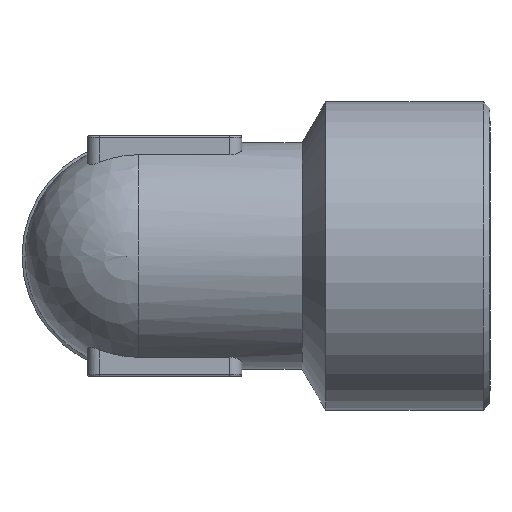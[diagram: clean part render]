
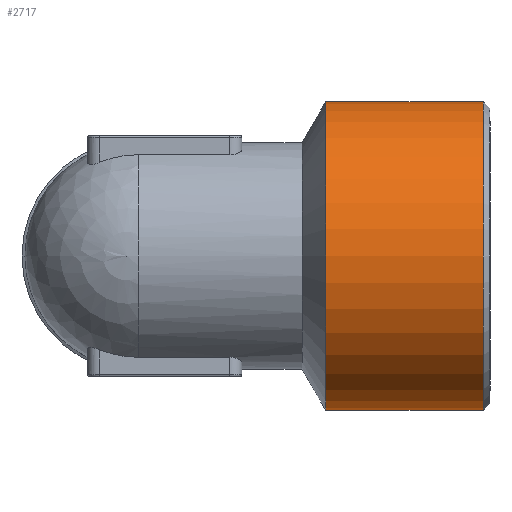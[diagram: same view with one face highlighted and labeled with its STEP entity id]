
A CAD part, left-side view. The second image highlights one B-rep face of the part: STEP entity #2717.
In plain terms, the highlighted cylindrical face has radius 16 mm (diameter 32 mm), a partial arc.
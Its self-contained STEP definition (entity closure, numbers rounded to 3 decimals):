
#7 = CIRCLE ( 'NONE', #8, 16. ) ;
#8 = AXIS2_PLACEMENT_3D ( 'NONE', #2618, #2617, #2616 ) ;
#78 = VECTOR ( 'NONE', #1825, 1000. ) ;
#235 = VERTEX_POINT ( 'NONE', #1577 ) ;
#236 = VERTEX_POINT ( 'NONE', #1497 ) ;
#238 = VERTEX_POINT ( 'NONE', #1414 ) ;
#305 = VERTEX_POINT ( 'NONE', #1445 ) ;
#359 = ORIENTED_EDGE ( 'NONE', *, *, #1189, .F. ) ;
#438 = EDGE_LOOP ( 'NONE', ( #572, #359, #599, #679 ) ) ;
#572 = ORIENTED_EDGE ( 'NONE', *, *, #872, .F. ) ;
#599 = ORIENTED_EDGE ( 'NONE', *, *, #852, .T. ) ;
#679 = ORIENTED_EDGE ( 'NONE', *, *, #1166, .F. ) ;
#809 = VECTOR ( 'NONE', #1401, 1000. ) ;
#852 = EDGE_CURVE ( 'NONE', #235, #236, #1523, .T. ) ;
#872 = EDGE_CURVE ( 'NONE', #305, #238, #1559, .T. ) ;
#956 = CIRCLE ( 'NONE', #961, 16. ) ;
#961 = AXIS2_PLACEMENT_3D ( 'NONE', #2518, #2517, #2516 ) ;
#1076 = AXIS2_PLACEMENT_3D ( 'NONE', #2158, #2162, #2155 ) ;
#1166 = EDGE_CURVE ( 'NONE', #238, #236, #7, .T. ) ;
#1189 = EDGE_CURVE ( 'NONE', #235, #305, #956, .T. ) ;
#1294 = CARTESIAN_POINT ( 'NONE',  ( 0., -19.454, 16. ) ) ;
#1401 = DIRECTION ( 'NONE',  ( 0., -1., 0. ) ) ;
#1414 = CARTESIAN_POINT ( 'NONE',  ( 0., -35.8, 16. ) ) ;
#1445 = CARTESIAN_POINT ( 'NONE',  ( 0., -19.454, 16. ) ) ;
#1488 = CARTESIAN_POINT ( 'NONE',  ( 0., -19.454, -16. ) ) ;
#1497 = CARTESIAN_POINT ( 'NONE',  ( 0., -35.8, -16. ) ) ;
#1523 = LINE ( 'NONE', #1488, #809 ) ;
#1559 = LINE ( 'NONE', #1294, #78 ) ;
#1577 = CARTESIAN_POINT ( 'NONE',  ( 0., -19.454, -16. ) ) ;
#1825 = DIRECTION ( 'NONE',  ( 0., -1., 0. ) ) ;
#2155 = DIRECTION ( 'NONE',  ( 0., 0., -1. ) ) ;
#2156 = CYLINDRICAL_SURFACE ( 'NONE', #1076, 16. ) ;
#2158 = CARTESIAN_POINT ( 'NONE',  ( 0., -19.454, 0. ) ) ;
#2159 = FACE_OUTER_BOUND ( 'NONE', #438, .T. ) ;
#2162 = DIRECTION ( 'NONE',  ( 0., -1., 0. ) ) ;
#2516 = DIRECTION ( 'NONE',  ( -1., 0., 0. ) ) ;
#2517 = DIRECTION ( 'NONE',  ( 0., 1., 0. ) ) ;
#2518 = CARTESIAN_POINT ( 'NONE',  ( 0., -19.454, 0. ) ) ;
#2616 = DIRECTION ( 'NONE',  ( 0., 0., -1. ) ) ;
#2617 = DIRECTION ( 'NONE',  ( 0., -1., 0. ) ) ;
#2618 = CARTESIAN_POINT ( 'NONE',  ( 0., -35.8, 0. ) ) ;
#2717 = ADVANCED_FACE ( 'NONE', ( #2159 ), #2156, .T. ) ;
